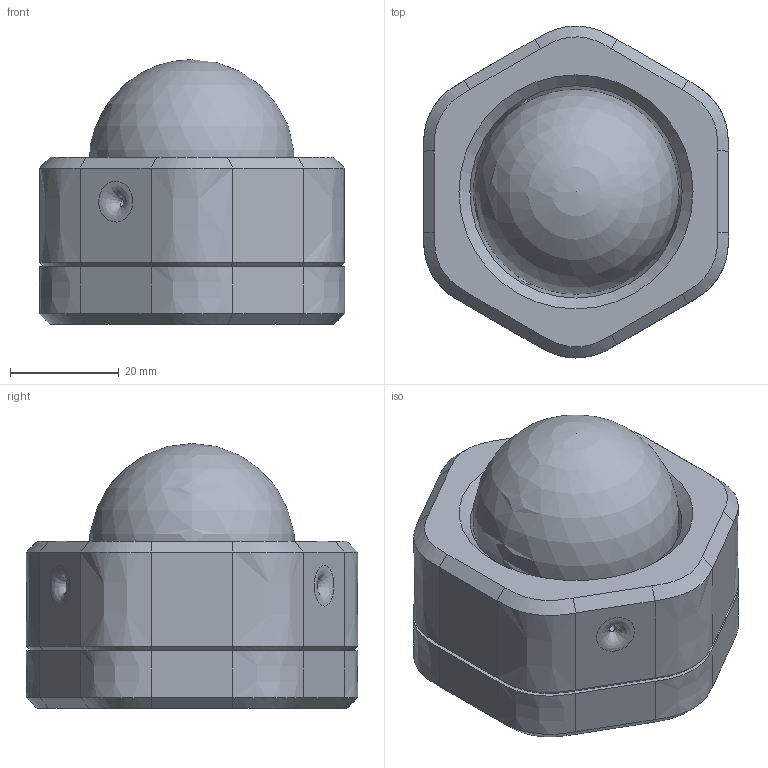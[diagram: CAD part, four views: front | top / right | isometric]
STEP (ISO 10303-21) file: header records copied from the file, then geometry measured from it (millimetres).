
FILE_DESCRIPTION(/* description */ ('','CAx-IF Rec.Pracs.---Representation and Presentation of Product Manufacturing Information (PMI)---4.0---2014-10-13'),/* implementation_level */ '2;1');
FILE_NAME(/* name */ 'HexTrack.step',/* time_stamp */ '2025-01-09T04:20:33+01:00',/* author */ (''),/* organization */ (''),/* preprocessor_version */ 'ST-DEVELOPER v20',/* originating_system */ 'Autodesk Translation Framework v13.20.0.188',/* authorisation */ '');
FILE_SCHEMA (('AP242_MANAGED_MODEL_BASED_3D_ENGINEERING_MIM_LF { 1 0 10303 442 1 1 4 }'));
Length unit declared in the file: millimetre
Products named in the file (6): Trackball v3; PMW3360 v12; Chip; Lead; Lead(Mirror); Lens
Assembly tree (19 placements, depth 4):
  Trackball v3
    PMW3360 v12
      Chip
        Lead  x8
        Lead(Mirror)  x8
      Lens
Bounding box: 56 x 60.89 x 48.6 mm (x, y, z)
Volume: 79884 mm3; surface area: 31019.5 mm2
Topology: 29 solids, 29 shells, 656 faces, 1661 edges, 1073 vertices
Faces by surface type: plane 452, cylinder 106, bspline 54, cone 26, torus 10, sphere 8
Full cylindrical faces by diameter (mm): 0.5 x1, 0.9 x2, 1 x1, 1.2 x3, 3.4 x9, 4.6 x3, 6.5 x3, 8 x3
Entity records: 16430 total; most frequent: CARTESIAN_POINT 5222, ORIENTED_EDGE 2298, DIRECTION 2180, EDGE_CURVE 1149, LINE 796, VECTOR 796, VERTEX_POINT 737, AXIS2_PLACEMENT_3D 692
